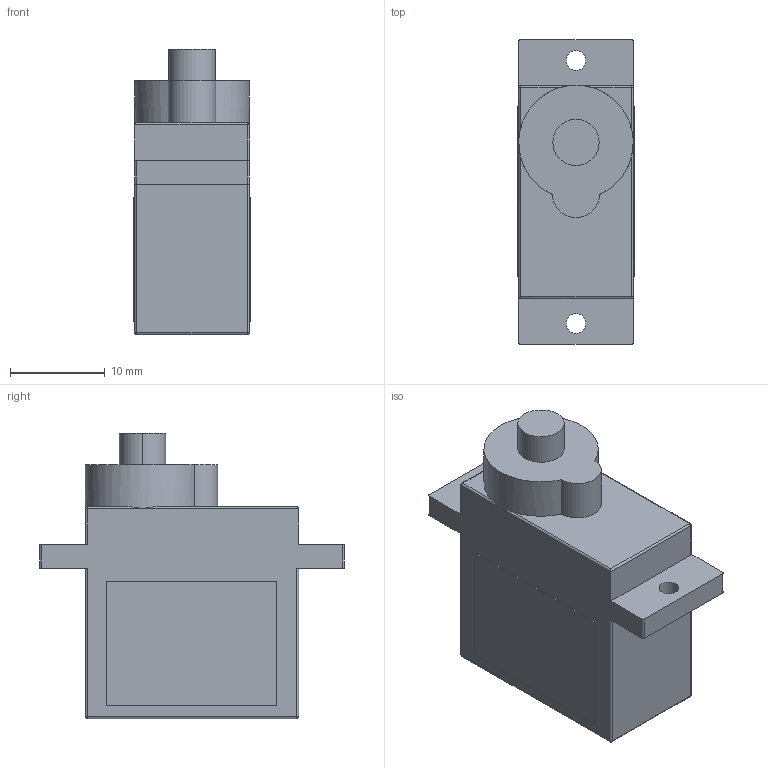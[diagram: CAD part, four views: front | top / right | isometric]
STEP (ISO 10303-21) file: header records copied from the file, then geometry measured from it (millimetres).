
FILE_DESCRIPTION(('CATIA V5 STEP Exchange'),'2;1');
FILE_NAME('SG90 SERVO.stp','2023-01-08T12:02:49+00:00',('none'),('none'),'CATIA Version 5 Release 21 GA (IN-10)','CATIA V5 STEP AP214','none');
FILE_SCHEMA(('AUTOMOTIVE_DESIGN { 1 0 10303 214 1 1 1 1 }'));
Length unit declared in the file: millimetre
Products named in the file (1): SG90 SERVO
Bounding box: 12.35 x 32.2 x 30.15 mm (x, y, z)
Volume: 7052.2 mm3; surface area: 2627.1 mm2
Topology: 1 solids, 1 shells, 65 faces, 169 edges, 102 vertices
Faces by surface type: cylinder 30, plane 28, sphere 7
Entity records: 1859 total; most frequent: CARTESIAN_POINT 347, ORIENTED_EDGE 324, DIRECTION 261, EDGE_CURVE 162, AXIS2_PLACEMENT_3D 109, VERTEX_POINT 102, VECTOR 100, LINE 100
